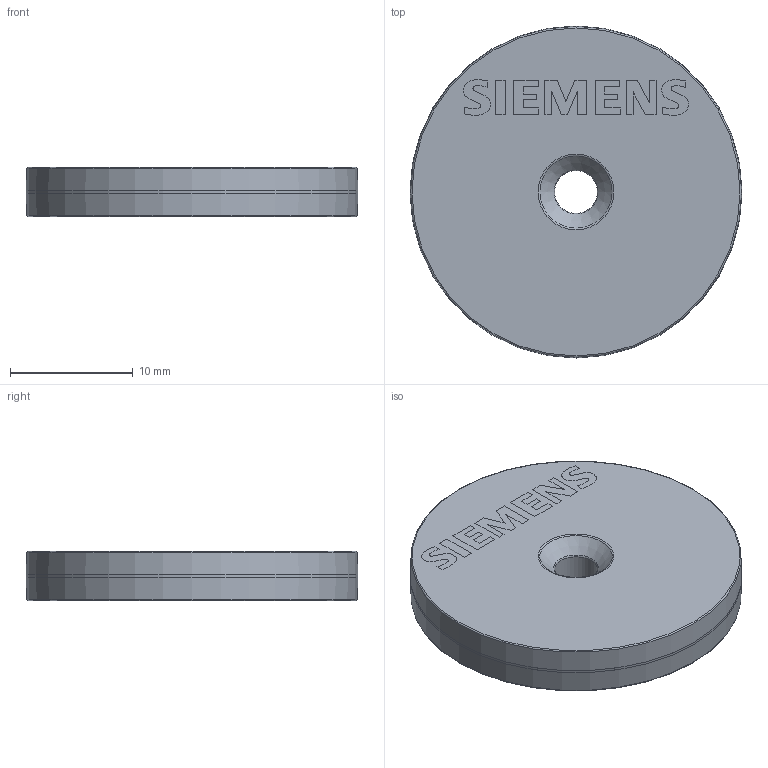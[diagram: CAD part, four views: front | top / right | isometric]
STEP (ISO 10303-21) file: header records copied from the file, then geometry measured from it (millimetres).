
FILE_DESCRIPTION(/* description */ (''),/* implementation_level */ '2;1');
FILE_NAME(/* name */ 'MDS_Dx24.stp',/* time_stamp */ '2021-04-26T11:38:56+02:00',/* author */ (''),/* organization */ (''),/* preprocessor_version */ 'ST-DEVELOPER v16.7',/* originating_system */ 'SIEMENS PLM Software NX 12.0',/* authorisation */ '');
FILE_SCHEMA (('AUTOMOTIVE_DESIGN { 1 0 10303 214 3 1 1 1 }'));
Length unit declared in the file: millimetre
Products named in the file (1): A5E50290378A_001
Bounding box: 27 x 27 x 4 mm (x, y, z)
Volume: 2230 mm3; surface area: 1483.4 mm2
Topology: 1 solids, 1 shells, 21 faces, 91 edges, 79 vertices
Faces by surface type: plane 9, torus 7, cone 3, cylinder 2
Full cylindrical faces by diameter (mm): 3.5 x1, 27 x1
Entity records: 1047 total; most frequent: CARTESIAN_POINT 250, ORIENTED_EDGE 150, DIRECTION 127, VERTEX_POINT 75, EDGE_CURVE 75, LINE 55, VECTOR 55, EDGE_LOOP 42
